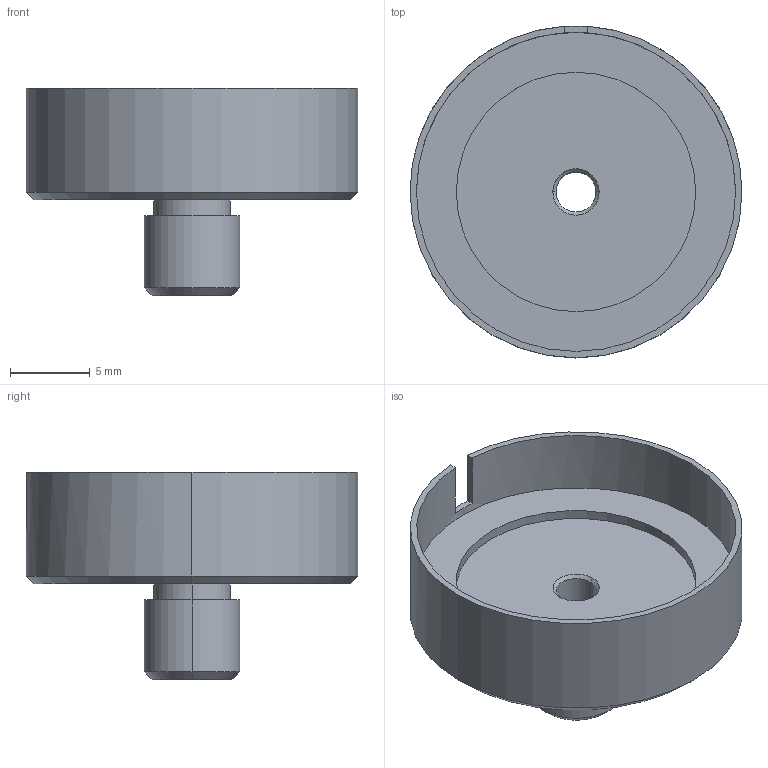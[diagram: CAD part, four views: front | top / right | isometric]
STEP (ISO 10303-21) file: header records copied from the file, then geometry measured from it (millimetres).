
FILE_DESCRIPTION (( 'STEP AP203' ), '1' );
FILE_NAME ('GCM-080120M 俋倰芞.STEP', '2016-12-27T02:48:49', ( 'Lxtx999.CoM' ), ( 'Lxtx999.CoM' ), 'SwSTEP 2.0', 'SolidWorks 2012', '' );
FILE_SCHEMA (( 'CONFIG_CONTROL_DESIGN' ));
Length unit declared in the file: millimetre
Products named in the file (1): GCM-080120M 俋倰芞
Bounding box: 20.8 x 20.8 x 13 mm (x, y, z)
Volume: 1121.4 mm3; surface area: 1567.7 mm2
Topology: 1 solids, 1 shells, 29 faces, 64 edges, 40 vertices
Faces by surface type: cylinder 12, plane 9, cone 8
Entity records: 891 total; most frequent: DIRECTION 160, CARTESIAN_POINT 134, ORIENTED_EDGE 128, AXIS2_PLACEMENT_3D 66, EDGE_CURVE 64, VERTEX_POINT 40, CIRCLE 36, EDGE_LOOP 34
